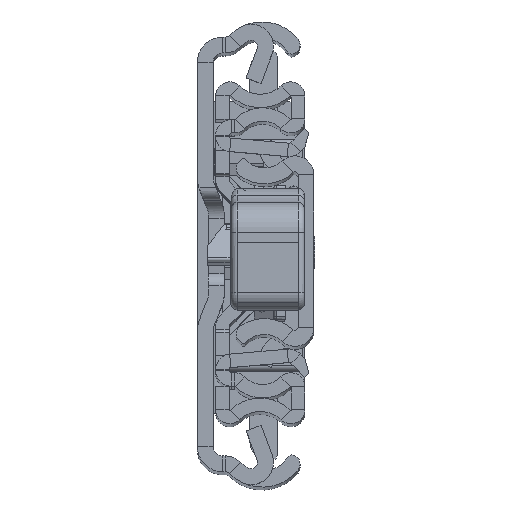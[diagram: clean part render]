
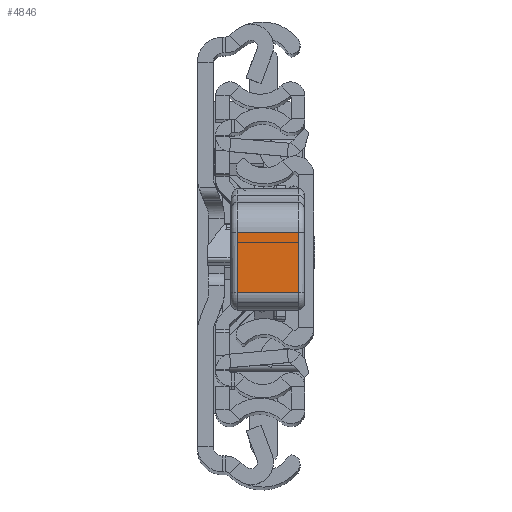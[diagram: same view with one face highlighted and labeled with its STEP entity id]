
A CAD part, top view. The second image highlights one B-rep face of the part: STEP entity #4846.
In plain terms, the highlighted face is planar.
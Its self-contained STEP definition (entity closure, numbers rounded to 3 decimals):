
#1129 = ORIENTED_EDGE ( 'NONE', *, *, #6195, .T. ) ;
#1686 = VECTOR ( 'NONE', #7307, 1000. ) ;
#2153 = VECTOR ( 'NONE', #5917, 1000. ) ;
#2607 = EDGE_CURVE ( 'NONE', #8896, #30630, #16849, .T. ) ;
#3684 = CARTESIAN_POINT ( 'NONE',  ( 39.818, -2.465, 10. ) ) ;
#4846 = ADVANCED_FACE ( 'NONE', ( #33273 ), #20342, .F. ) ;
#5917 = DIRECTION ( 'NONE',  ( 0.027, 1., 0. ) ) ;
#6195 = EDGE_CURVE ( 'NONE', #31414, #8896, #31106, .T. ) ;
#7307 = DIRECTION ( 'NONE',  ( 0., 0., 1. ) ) ;
#8227 = DIRECTION ( 'NONE',  ( -0.027, -1., 0. ) ) ;
#8896 = VERTEX_POINT ( 'NONE', #12852 ) ;
#10349 = EDGE_CURVE ( 'NONE', #17822, #31414, #19815, .T. ) ;
#10713 = AXIS2_PLACEMENT_3D ( 'NONE', #15224, #30724, #25644 ) ;
#12852 = CARTESIAN_POINT ( 'NONE',  ( 39.55, -12.274, 10. ) ) ;
#15224 = CARTESIAN_POINT ( 'NONE',  ( 39.55, -12.274, 11. ) ) ;
#16709 = VECTOR ( 'NONE', #8227, 1000. ) ;
#16849 = LINE ( 'NONE', #26919, #21498 ) ;
#17655 = DIRECTION ( 'NONE',  ( 0., 0., -1. ) ) ;
#17822 = VERTEX_POINT ( 'NONE', #18498 ) ;
#18498 = CARTESIAN_POINT ( 'NONE',  ( 39.818, -2.465, 0. ) ) ;
#19084 = CARTESIAN_POINT ( 'NONE',  ( 39.55, -12.274, 0. ) ) ;
#19549 = CARTESIAN_POINT ( 'NONE',  ( 39.55, -12.274, 0. ) ) ;
#19815 = LINE ( 'NONE', #28000, #1686 ) ;
#20342 = PLANE ( 'NONE',  #10713 ) ;
#21498 = VECTOR ( 'NONE', #17655, 1000. ) ;
#22541 = EDGE_CURVE ( 'NONE', #30630, #17822, #29145, .T. ) ;
#23397 = ORIENTED_EDGE ( 'NONE', *, *, #10349, .T. ) ;
#23803 = CARTESIAN_POINT ( 'NONE',  ( 39.55, -12.274, 10. ) ) ;
#23959 = EDGE_LOOP ( 'NONE', ( #25794, #32719, #23397, #1129 ) ) ;
#25644 = DIRECTION ( 'NONE',  ( -0.027, -1., 0. ) ) ;
#25794 = ORIENTED_EDGE ( 'NONE', *, *, #2607, .T. ) ;
#26919 = CARTESIAN_POINT ( 'NONE',  ( 39.55, -12.274, 11. ) ) ;
#28000 = CARTESIAN_POINT ( 'NONE',  ( 39.818, -2.465, 11. ) ) ;
#29145 = LINE ( 'NONE', #19084, #2153 ) ;
#30630 = VERTEX_POINT ( 'NONE', #19549 ) ;
#30724 = DIRECTION ( 'NONE',  ( -1., 0.027, 0. ) ) ;
#31106 = LINE ( 'NONE', #23803, #16709 ) ;
#31414 = VERTEX_POINT ( 'NONE', #3684 ) ;
#32719 = ORIENTED_EDGE ( 'NONE', *, *, #22541, .T. ) ;
#33273 = FACE_OUTER_BOUND ( 'NONE', #23959, .T. ) ;
